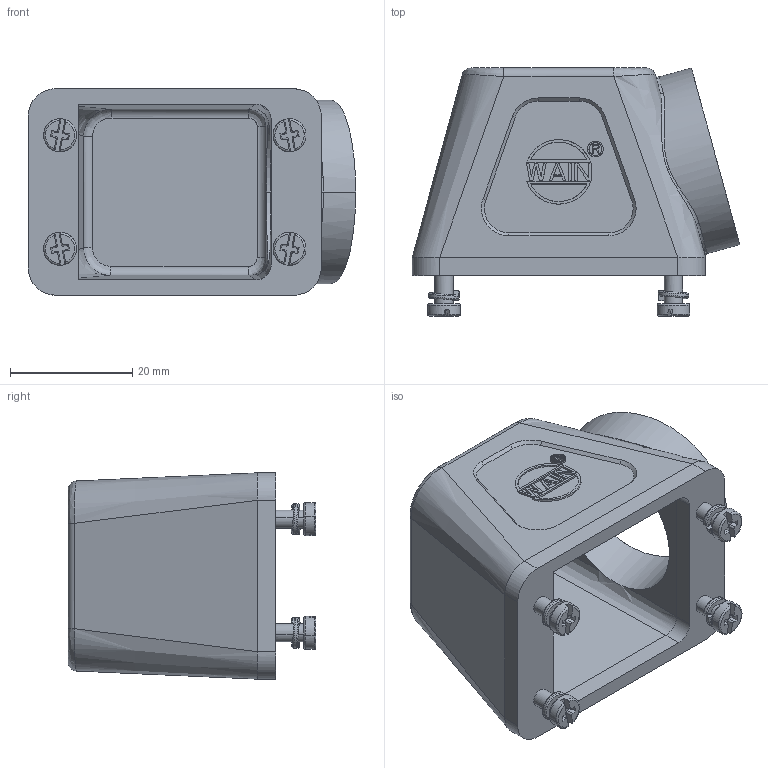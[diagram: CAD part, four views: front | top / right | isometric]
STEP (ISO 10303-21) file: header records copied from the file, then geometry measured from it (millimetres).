
FILE_DESCRIPTION (( 'STEP AP203' ), '1' );
FILE_NAME ('H1M-SE-M25.STP', '2017-09-25T12:21:14', ( '微软用户' ), ( '微软中国' ), 'SwSTEP 2.0', 'SolidWorks 2012', '' );
FILE_SCHEMA (( 'CONFIG_CONTROL_DESIGN' ));
Length unit declared in the file: millimetre
Products named in the file (1): H1M-SE-M25
Bounding box: 53.65 x 40.62 x 33.8 mm (x, y, z)
Volume: 15462.9 mm3; surface area: 11853.8 mm2
Topology: 1 solids, 1 shells, 402 faces, 1039 edges, 675 vertices
Faces by surface type: plane 260, cylinder 62, bspline 47, torus 23, cone 10
Entity records: 18685 total; most frequent: CARTESIAN_POINT 9556, ORIENTED_EDGE 2078, DIRECTION 1548, EDGE_CURVE 1039, VERTEX_POINT 675, LINE 650, VECTOR 650, AXIS2_PLACEMENT_3D 449
